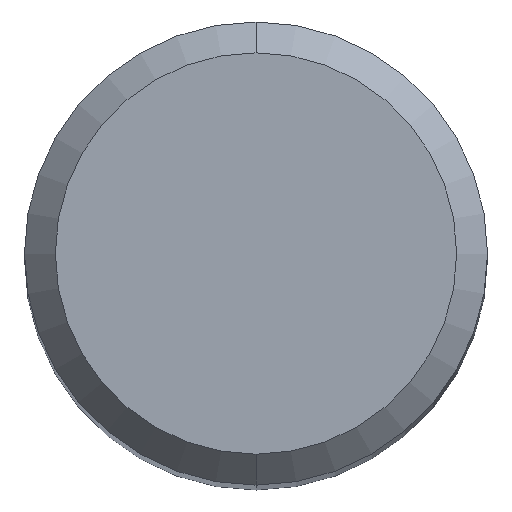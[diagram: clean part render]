
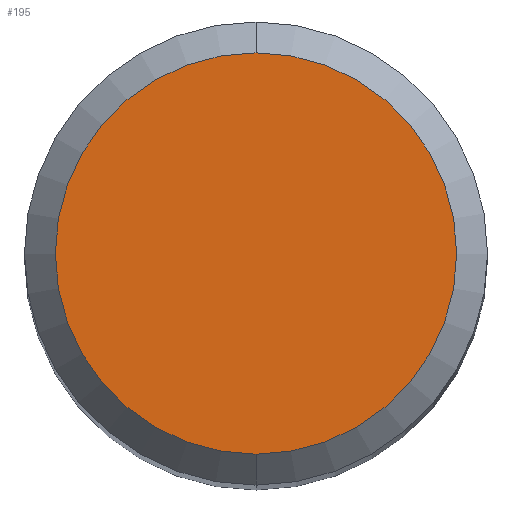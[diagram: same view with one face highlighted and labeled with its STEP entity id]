
A CAD part, top view. The second image highlights one B-rep face of the part: STEP entity #195.
In plain terms, the highlighted planar face has unit normal (0, 0, 1).
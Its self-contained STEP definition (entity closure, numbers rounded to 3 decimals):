
#107=VERTEX_POINT('',#259);
#119=VERTEX_POINT('',#271);
#183=EDGE_CURVE('',#107,#119,#344,.T.);
#195=ADVANCED_FACE('',(#357),#358,.T.);
#207=EDGE_CURVE('',#119,#107,#370,.T.);
#259=CARTESIAN_POINT('',(0.,-2.6,0.0));
#271=CARTESIAN_POINT('',(0.0,2.6,0.0));
#344=CIRCLE('',#531,2.6);
#357=FACE_OUTER_BOUND('',#548,.T.);
#358=PLANE('',#549);
#370=CIRCLE('',#565,2.6);
#531=AXIS2_PLACEMENT_3D('',#720,#721,#722);
#548=EDGE_LOOP('',(#739,#740));
#549=AXIS2_PLACEMENT_3D('',#741,#742,#743);
#565=AXIS2_PLACEMENT_3D('',#748,#749,#750);
#720=CARTESIAN_POINT('',(0.0,0.0,0.0));
#721=DIRECTION('',(0.0,0.0,-1.0));
#722=DIRECTION('',(0.0,1.0,0.0));
#739=ORIENTED_EDGE('',*,*,#207,.F.);
#740=ORIENTED_EDGE('',*,*,#183,.F.);
#741=CARTESIAN_POINT('',(0.0,1.3,0.0));
#742=DIRECTION('',(-0.0,0.0,1.0));
#743=DIRECTION('',(0.0,-1.0,0.0));
#748=CARTESIAN_POINT('',(0.0,0.0,0.0));
#749=DIRECTION('',(0.0,0.0,-1.0));
#750=DIRECTION('',(0.0,1.0,0.0));
